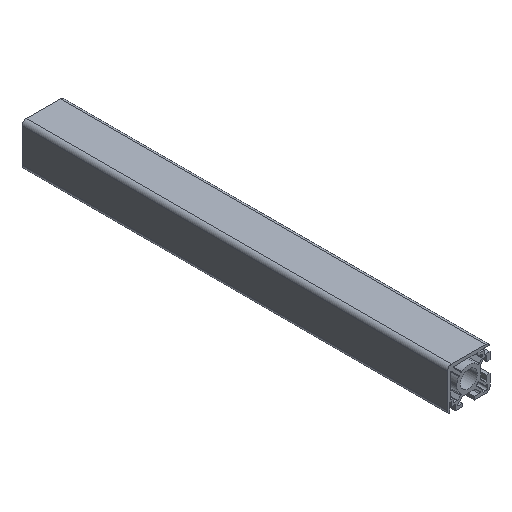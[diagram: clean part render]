
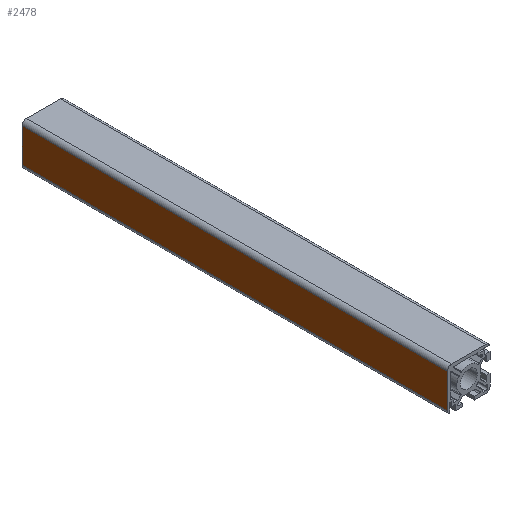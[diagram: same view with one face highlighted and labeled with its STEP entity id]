
A CAD part, isometric view. The second image highlights one B-rep face of the part: STEP entity #2478.
In plain terms, the highlighted face is planar.
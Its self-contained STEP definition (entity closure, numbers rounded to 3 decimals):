
#5 = CARTESIAN_POINT ( 'NONE',  ( 15., -12., -300. ) ) ;
#8 = PLANE ( 'NONE',  #1167 ) ;
#14 = DIRECTION ( 'NONE',  ( 1., 0., 0. ) ) ;
#16 = FACE_OUTER_BOUND ( 'NONE', #395, .T. ) ;
#17 = DIRECTION ( 'NONE',  ( 0., 1., 0. ) ) ;
#267 = LINE ( 'NONE', #268, #1530 ) ;
#268 = CARTESIAN_POINT ( 'NONE',  ( 15., -12., -300. ) ) ;
#271 = DIRECTION ( 'NONE',  ( 0., 1., 0. ) ) ;
#349 = LINE ( 'NONE', #352, #1436 ) ;
#350 = DIRECTION ( 'NONE',  ( 0., 0., 1. ) ) ;
#352 = CARTESIAN_POINT ( 'NONE',  ( 15., 12., -300. ) ) ;
#395 = EDGE_LOOP ( 'NONE', ( #565, #526, #523, #535 ) ) ;
#523 = ORIENTED_EDGE ( 'NONE', *, *, #2714, .T. ) ;
#526 = ORIENTED_EDGE ( 'NONE', *, *, #2636, .F. ) ;
#535 = ORIENTED_EDGE ( 'NONE', *, *, #2694, .T. ) ;
#565 = ORIENTED_EDGE ( 'NONE', *, *, #2664, .F. ) ;
#1167 = AXIS2_PLACEMENT_3D ( 'NONE', #5, #14, #17 ) ;
#1232 = VERTEX_POINT ( 'NONE', #2006 ) ;
#1241 = VERTEX_POINT ( 'NONE', #1996 ) ;
#1290 = VERTEX_POINT ( 'NONE', #2054 ) ;
#1369 = VERTEX_POINT ( 'NONE', #2070 ) ;
#1391 = VECTOR ( 'NONE', #3267, 1000. ) ;
#1405 = VECTOR ( 'NONE', #2967, 1000. ) ;
#1436 = VECTOR ( 'NONE', #350, 1000. ) ;
#1530 = VECTOR ( 'NONE', #271, 1000. ) ;
#1996 = CARTESIAN_POINT ( 'NONE',  ( 15., 12., -300. ) ) ;
#2006 = CARTESIAN_POINT ( 'NONE',  ( 15., 12., 0. ) ) ;
#2054 = CARTESIAN_POINT ( 'NONE',  ( 15., -12., -300. ) ) ;
#2070 = CARTESIAN_POINT ( 'NONE',  ( 15., -12., 0. ) ) ;
#2478 = ADVANCED_FACE ( 'PLANAR_15', ( #16 ), #8, .T. ) ;
#2636 = EDGE_CURVE ( 'NONE', #1290, #1369, #2936, .T. ) ;
#2664 = EDGE_CURVE ( 'NONE', #1369, #1232, #3260, .T. ) ;
#2694 = EDGE_CURVE ( 'NONE', #1241, #1232, #349, .T. ) ;
#2714 = EDGE_CURVE ( 'NONE', #1290, #1241, #267, .T. ) ;
#2936 = LINE ( 'NONE', #2971, #1405 ) ;
#2967 = DIRECTION ( 'NONE',  ( 0., 0., 1. ) ) ;
#2971 = CARTESIAN_POINT ( 'NONE',  ( 15., -12., -300. ) ) ;
#3260 = LINE ( 'NONE', #3262, #1391 ) ;
#3262 = CARTESIAN_POINT ( 'NONE',  ( 15., -12., 0. ) ) ;
#3267 = DIRECTION ( 'NONE',  ( 0., 1., 0. ) ) ;
